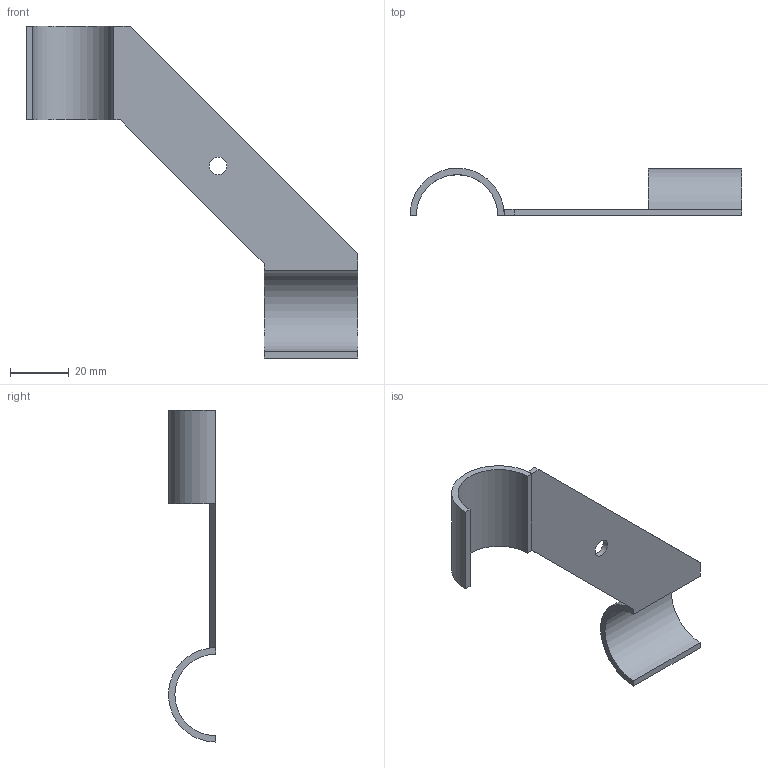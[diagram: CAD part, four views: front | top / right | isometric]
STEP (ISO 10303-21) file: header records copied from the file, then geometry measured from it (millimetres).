
FILE_DESCRIPTION(/* description */ (''),/* implementation_level */ '2;1');
FILE_NAME(/* name */ '350029.stp',/* time_stamp */ '2020-12-11T14:19:05+01:00',/* author */ ('Spacek'),/* organization */ ('Alutec K&K'),/* preprocessor_version */ 'ST-DEVELOPER v18.1',/* originating_system */ 'Autodesk Inventor 2021',/* authorisation */ '');
FILE_SCHEMA (('AUTOMOTIVE_DESIGN { 1 0 10303 214 3 1 1 }'));
Length unit declared in the file: millimetre
Products named in the file (1): 350029
Bounding box: 113.05 x 16.05 x 113.05 mm (x, y, z)
Volume: 11247.8 mm3; surface area: 11740.4 mm2
Topology: 1 solids, 1 shells, 16 faces, 41 edges, 27 vertices
Faces by surface type: plane 11, cylinder 5
Full cylindrical faces by diameter (mm): 6 x1
Entity records: 532 total; most frequent: DIRECTION 85, CARTESIAN_POINT 85, ORIENTED_EDGE 82, EDGE_CURVE 41, LINE 31, VECTOR 31, VERTEX_POINT 27, AXIS2_PLACEMENT_3D 27
